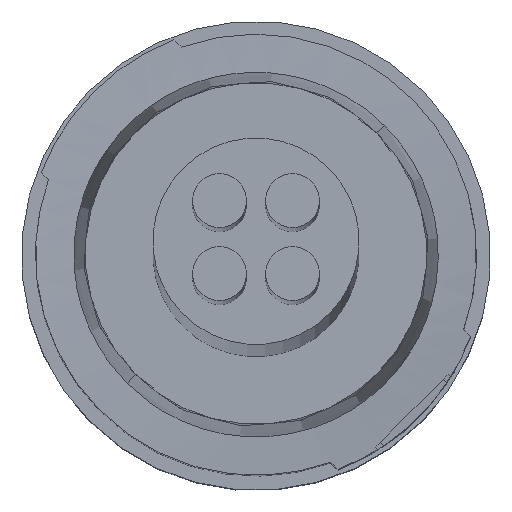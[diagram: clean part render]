
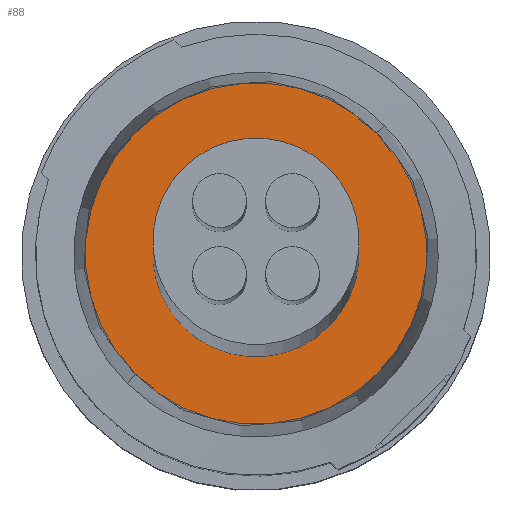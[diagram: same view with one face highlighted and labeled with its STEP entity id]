
A CAD part, top view. The second image highlights one B-rep face of the part: STEP entity #88.
In plain terms, the highlighted planar face has unit normal (0, 0, 1).
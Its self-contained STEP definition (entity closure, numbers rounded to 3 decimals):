
#88=ADVANCED_FACE('',(#207,#208),#209,.T.);
#207=FACE_OUTER_BOUND('',#368,.T.);
#208=FACE_BOUND('',#369,.T.);
#209=PLANE('',#370);
#368=EDGE_LOOP('',(#782,#783));
#369=EDGE_LOOP('',(#784,#785));
#370=AXIS2_PLACEMENT_3D('',#786,#787,#788);
#782=ORIENTED_EDGE('',*,*,#1045,.T.);
#783=ORIENTED_EDGE('',*,*,#1118,.T.);
#784=ORIENTED_EDGE('',*,*,#1119,.T.);
#785=ORIENTED_EDGE('',*,*,#1041,.T.);
#786=CARTESIAN_POINT('',(18.932,32.575,34.0));
#787=DIRECTION('',(0.0,0.0,1.0));
#788=DIRECTION('',(1.0,0.0,0.0));
#1041=EDGE_CURVE('',#1251,#1248,#1252,.T.);
#1045=EDGE_CURVE('',#1259,#1256,#1260,.T.);
#1118=EDGE_CURVE('',#1256,#1259,#1380,.T.);
#1119=EDGE_CURVE('',#1248,#1251,#1381,.T.);
#1248=VERTEX_POINT('',#1542);
#1251=VERTEX_POINT('',#1546);
#1252=CIRCLE('',#1547,2.2);
#1256=VERTEX_POINT('',#1552);
#1259=VERTEX_POINT('',#1556);
#1260=CIRCLE('',#1557,3.638);
#1380=CIRCLE('',#1821,3.638);
#1381=CIRCLE('',#1822,2.2);
#1542=CARTESIAN_POINT('',(18.909,35.184,34.0));
#1546=CARTESIAN_POINT('',(22.021,32.072,34.0));
#1547=AXIS2_PLACEMENT_3D('',#1970,#1971,#1972);
#1552=CARTESIAN_POINT('',(23.037,36.2,34.0));
#1556=CARTESIAN_POINT('',(17.893,31.056,34.0));
#1557=AXIS2_PLACEMENT_3D('',#1978,#1979,#1980);
#1821=AXIS2_PLACEMENT_3D('',#2077,#2078,#2079);
#1822=AXIS2_PLACEMENT_3D('',#2080,#2081,#2082);
#1970=CARTESIAN_POINT('',(20.465,33.628,34.0));
#1971=DIRECTION('',(0.0,0.0,-1.0));
#1972=DIRECTION('',(-0.707,0.707,0.0));
#1978=CARTESIAN_POINT('',(20.465,33.628,34.0));
#1979=DIRECTION('',(0.0,0.0,1.0));
#1980=DIRECTION('',(-0.707,-0.707,0.0));
#2077=CARTESIAN_POINT('',(20.465,33.628,34.0));
#2078=DIRECTION('',(0.0,0.0,1.0));
#2079=DIRECTION('',(-0.707,-0.707,0.0));
#2080=CARTESIAN_POINT('',(20.465,33.628,34.0));
#2081=DIRECTION('',(0.0,0.0,-1.0));
#2082=DIRECTION('',(-0.707,0.707,0.0));
